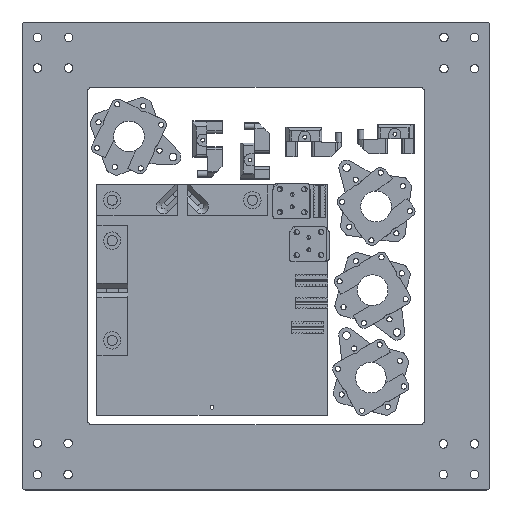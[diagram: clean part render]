
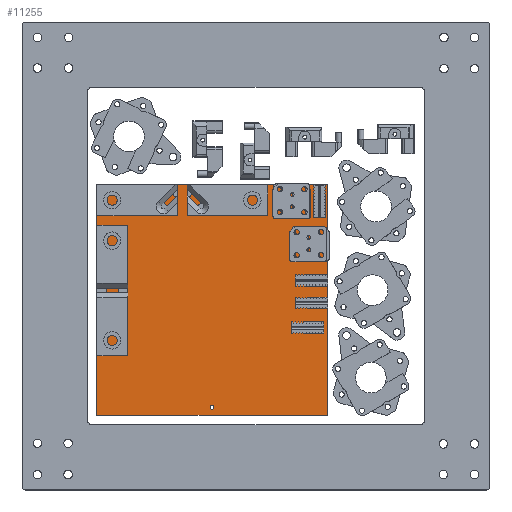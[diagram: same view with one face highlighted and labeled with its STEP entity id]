
A CAD part, top view. The second image highlights one B-rep face of the part: STEP entity #11255.
In plain terms, the highlighted planar face has unit normal (0, 0, 1).
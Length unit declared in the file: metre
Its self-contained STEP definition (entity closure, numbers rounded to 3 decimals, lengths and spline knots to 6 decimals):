
#625=CIRCLE('',#12087,0.00125);
#626=CIRCLE('',#12088,0.00125);
#627=CIRCLE('',#12089,0.00125);
#1251=ORIENTED_EDGE('',*,*,#4247,.T.);
#1252=ORIENTED_EDGE('',*,*,#4248,.T.);
#1253=ORIENTED_EDGE('',*,*,#4249,.T.);
#1254=ORIENTED_EDGE('',*,*,#4237,.F.);
#1255=ORIENTED_EDGE('',*,*,#4241,.T.);
#1256=ORIENTED_EDGE('',*,*,#4244,.T.);
#1257=ORIENTED_EDGE('',*,*,#4246,.F.);
#4237=EDGE_CURVE('',#5737,#5738,#6913,.T.);
#4241=EDGE_CURVE('',#5737,#5740,#6917,.T.);
#4244=EDGE_CURVE('',#5740,#5742,#6920,.T.);
#4246=EDGE_CURVE('',#5738,#5742,#6922,.T.);
#4247=EDGE_CURVE('',#5743,#5743,#625,.F.);
#4248=EDGE_CURVE('',#5744,#5744,#626,.F.);
#4249=EDGE_CURVE('',#5745,#5745,#627,.F.);
#5737=VERTEX_POINT('',#16988);
#5738=VERTEX_POINT('',#16990);
#5740=VERTEX_POINT('',#16996);
#5742=VERTEX_POINT('',#17002);
#5743=VERTEX_POINT('',#17009);
#5744=VERTEX_POINT('',#17011);
#5745=VERTEX_POINT('',#17013);
#6913=LINE('',#16989,#7782);
#6917=LINE('',#16997,#7786);
#6920=LINE('',#17003,#7789);
#6922=LINE('',#17006,#7791);
#7782=VECTOR('',#13431,1.);
#7786=VECTOR('',#13437,1.);
#7789=VECTOR('',#13442,1.);
#7791=VECTOR('',#13446,1.);
#8653=EDGE_LOOP('',(#1251));
#8654=EDGE_LOOP('',(#1252));
#8655=EDGE_LOOP('',(#1253));
#8656=EDGE_LOOP('',(#1254,#1255,#1256,#1257));
#9779=FACE_BOUND('',#8653,.T.);
#9780=FACE_BOUND('',#8654,.T.);
#9781=FACE_BOUND('',#8655,.T.);
#9782=FACE_BOUND('',#8656,.T.);
#10973=PLANE('',#12086);
#11255=ADVANCED_FACE('',(#9779,#9780,#9781,#9782),#10973,.T.);
#12086=AXIS2_PLACEMENT_3D('',#17007,#13447,#13448);
#12087=AXIS2_PLACEMENT_3D('',#17008,#13449,#13450);
#12088=AXIS2_PLACEMENT_3D('',#17010,#13451,#13452);
#12089=AXIS2_PLACEMENT_3D('',#17012,#13453,#13454);
#13431=DIRECTION('',(0.,-1.,0.));
#13437=DIRECTION('',(-1.,0.,0.));
#13442=DIRECTION('',(0.,-1.,0.));
#13446=DIRECTION('',(-1.,0.,0.));
#13447=DIRECTION('',(0.,0.,1.));
#13448=DIRECTION('',(1.,0.,0.));
#13449=DIRECTION('',(0.,0.,1.));
#13450=DIRECTION('',(1.,0.,0.));
#13451=DIRECTION('',(0.,0.,1.));
#13452=DIRECTION('',(1.,0.,0.));
#13453=DIRECTION('',(0.,0.,1.));
#13454=DIRECTION('',(1.,0.,0.));
#16988=CARTESIAN_POINT('',(0.075,0.075,0.00635));
#16989=CARTESIAN_POINT('',(0.075,0.,0.00635));
#16990=CARTESIAN_POINT('',(0.075,-0.075,0.00635));
#16996=CARTESIAN_POINT('',(-0.075,0.075,0.00635));
#16997=CARTESIAN_POINT('',(0.,0.075,0.00635));
#17002=CARTESIAN_POINT('',(-0.075,-0.075,0.00635));
#17003=CARTESIAN_POINT('',(-0.075,0.,0.00635));
#17006=CARTESIAN_POINT('',(0.,-0.075,0.00635));
#17007=CARTESIAN_POINT('',(0.,0.,0.00635));
#17008=CARTESIAN_POINT('',(0.,-0.07,0.00635));
#17009=CARTESIAN_POINT('',(0.00125,-0.07,0.00635));
#17010=CARTESIAN_POINT('',(-0.07,0.07,0.00635));
#17011=CARTESIAN_POINT('',(-0.06875,0.07,0.00635));
#17012=CARTESIAN_POINT('',(0.07,0.07,0.00635));
#17013=CARTESIAN_POINT('',(0.07125,0.07,0.00635));
